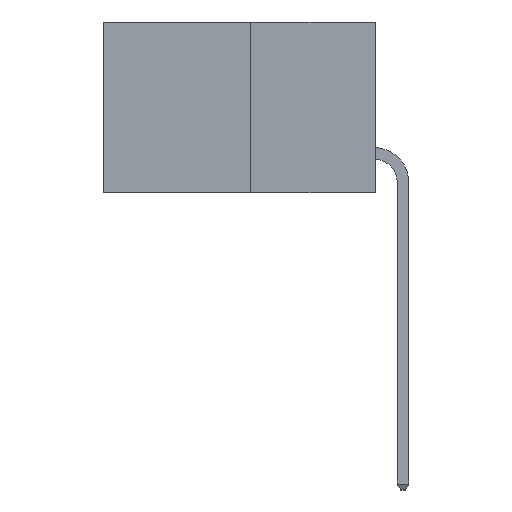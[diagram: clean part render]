
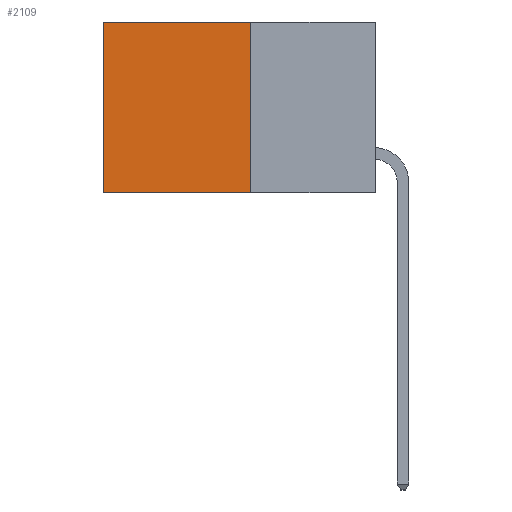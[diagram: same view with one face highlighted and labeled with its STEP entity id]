
A CAD part, left-side view. The second image highlights one B-rep face of the part: STEP entity #2109.
In plain terms, the highlighted planar face has unit normal (-1, 0, 0).
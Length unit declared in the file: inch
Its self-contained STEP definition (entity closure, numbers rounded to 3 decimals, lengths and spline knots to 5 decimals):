
#44 = EDGE_CURVE ( 'NONE', #4115, #8711, #3268, .T. ) ;
#271 = LINE ( 'NONE', #556, #7846 ) ;
#455 = ORIENTED_EDGE ( 'NONE', *, *, #44, .T. ) ;
#458 = DIRECTION ( 'NONE',  ( 0., 0., -1. ) ) ;
#519 = ORIENTED_EDGE ( 'NONE', *, *, #5079, .F. ) ;
#530 = ORIENTED_EDGE ( 'NONE', *, *, #1904, .T. ) ;
#556 = CARTESIAN_POINT ( 'NONE',  ( 0.277, 0.27, -0.37 ) ) ;
#608 = CARTESIAN_POINT ( 'NONE',  ( 0.277, 0.59, -0.37 ) ) ;
#747 = CARTESIAN_POINT ( 'NONE',  ( 0.277, 0.59, 0. ) ) ;
#752 = DIRECTION ( 'NONE',  ( 0., 0., -1. ) ) ;
#802 = ORIENTED_EDGE ( 'NONE', *, *, #8759, .F. ) ;
#1904 = EDGE_CURVE ( 'NONE', #5946, #4115, #6148, .T. ) ;
#2067 = VECTOR ( 'NONE', #3919, 39.37008 ) ;
#2109 = ADVANCED_FACE ( 'NONE', ( #6474 ), #9380, .F. ) ;
#2424 = CARTESIAN_POINT ( 'NONE',  ( 0.277, 0.59, -0.37 ) ) ;
#2489 = VECTOR ( 'NONE', #5752, 39.37008 ) ;
#2857 = CARTESIAN_POINT ( 'NONE',  ( 0.277, 0.27, 0. ) ) ;
#3268 = LINE ( 'NONE', #2424, #7250 ) ;
#3919 = DIRECTION ( 'NONE',  ( 0., 1., 0. ) ) ;
#4088 = CARTESIAN_POINT ( 'NONE',  ( 0.277, 0.27, -0.37 ) ) ;
#4115 = VERTEX_POINT ( 'NONE', #747 ) ;
#4995 = CARTESIAN_POINT ( 'NONE',  ( 0.277, 0.27, 0. ) ) ;
#5079 = EDGE_CURVE ( 'NONE', #7517, #8711, #7812, .T. ) ;
#5752 = DIRECTION ( 'NONE',  ( 0., 1., 0. ) ) ;
#5946 = VERTEX_POINT ( 'NONE', #2857 ) ;
#6148 = LINE ( 'NONE', #4995, #2489 ) ;
#6233 = CARTESIAN_POINT ( 'NONE',  ( 0.277, 0.27, -0.37 ) ) ;
#6474 = FACE_OUTER_BOUND ( 'NONE', #7319, .T. ) ;
#6500 = CARTESIAN_POINT ( 'NONE',  ( 0.277, 0.27, -0.37 ) ) ;
#6799 = DIRECTION ( 'NONE',  ( 0., 0., -1. ) ) ;
#7250 = VECTOR ( 'NONE', #6799, 39.37008 ) ;
#7319 = EDGE_LOOP ( 'NONE', ( #455, #519, #802, #530 ) ) ;
#7517 = VERTEX_POINT ( 'NONE', #6500 ) ;
#7812 = LINE ( 'NONE', #4088, #2067 ) ;
#7846 = VECTOR ( 'NONE', #458, 39.37008 ) ;
#8010 = DIRECTION ( 'NONE',  ( 1., 0., 0. ) ) ;
#8711 = VERTEX_POINT ( 'NONE', #608 ) ;
#8759 = EDGE_CURVE ( 'NONE', #5946, #7517, #271, .T. ) ;
#9372 = AXIS2_PLACEMENT_3D ( 'NONE', #6233, #8010, #752 ) ;
#9380 = PLANE ( 'NONE',  #9372 ) ;
